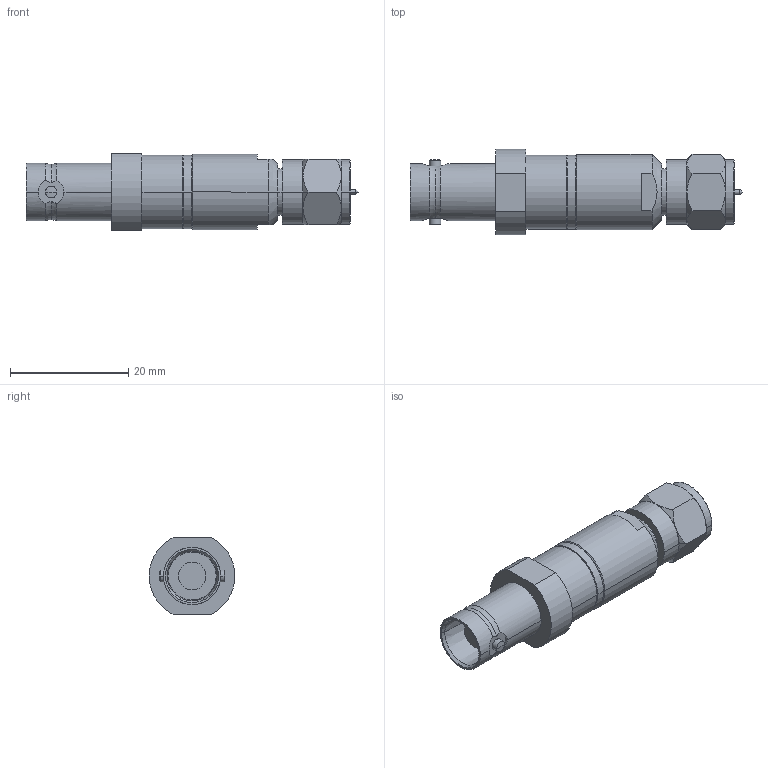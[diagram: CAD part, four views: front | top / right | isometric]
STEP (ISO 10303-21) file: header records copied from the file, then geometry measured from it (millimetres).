
FILE_DESCRIPTION (( 'STEP AP214' ), '1' );
FILE_NAME ('FM7068A_3D.step', '2024-01-15T15:58:11', ( '' ), ( '' ), 'SwSTEP 2.0', 'SolidWorks 2022', '' );
FILE_SCHEMA (( 'AUTOMOTIVE_DESIGN' ));
Length unit declared in the file: inch
Products named in the file (5): FAT-B-11^7068A - MP-BF50FM75-0-3G_FM7068A; 7068A - MP-BF50FM75-0-3G^FM7068A; MP-BF50^7068A - MP-BF50FM75-0-3G_FM7068A; MP-FM75^7068A - MP-BF50FM75-0-3G_FM7068A; FM7068A_3D
Assembly tree (4 placements, depth 3):
  FM7068A_3D
    7068A - MP-BF50FM75-0-3G^FM7068A
      MP-BF50^7068A - MP-BF50FM75-0-3G_FM7068A
      FAT-B-11^7068A - MP-BF50FM75-0-3G_FM7068A
      MP-FM75^7068A - MP-BF50FM75-0-3G_FM7068A
Bounding box: 56.1 x 14.47 x 13 mm (x, y, z)
Volume: 6342.4 mm3; surface area: 3912.1 mm2
Topology: 3 solids, 3 shells, 147 faces, 312 edges, 184 vertices
Faces by surface type: cone 54, cylinder 51, plane 32, sphere 6, torus 4
Entity records: 4552 total; most frequent: CARTESIAN_POINT 1181, DIRECTION 733, ORIENTED_EDGE 616, AXIS2_PLACEMENT_3D 313, EDGE_CURVE 308, VERTEX_POINT 182, EDGE_LOOP 162, CIRCLE 158
